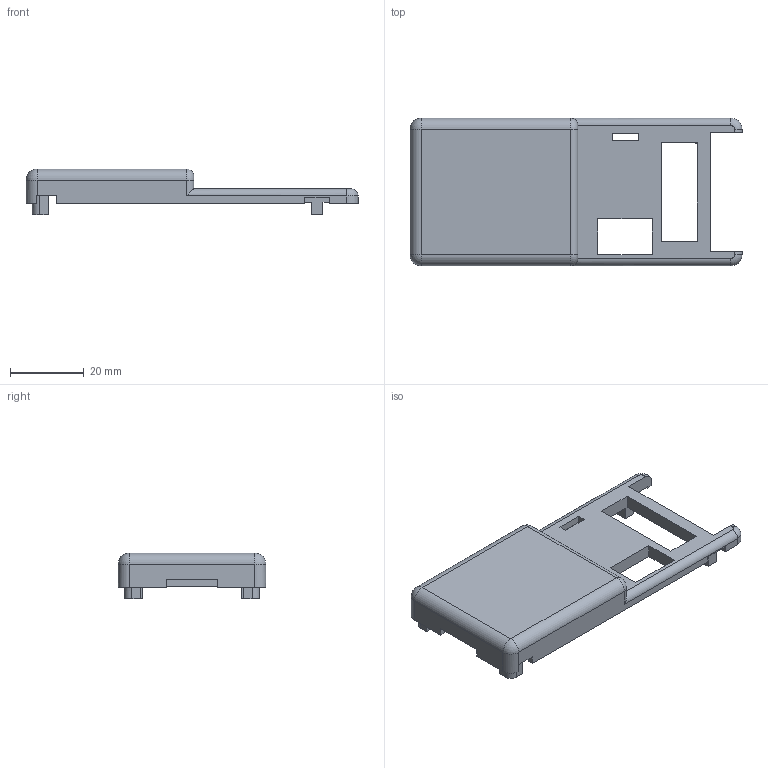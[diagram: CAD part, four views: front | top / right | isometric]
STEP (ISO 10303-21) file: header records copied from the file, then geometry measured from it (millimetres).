
FILE_DESCRIPTION(/* description */ ('STEP AP214'),/* implementation_level */ '2;1');
FILE_NAME(/* name */ '609bd818a5455f0f26338b04',/* time_stamp */ '2021-05-12T13:28:57+00:00',/* author */ (''),/* organization */ (''),/* preprocessor_version */ 'ST-DEVELOPER v18.1',/* originating_system */ ' ',/* authorisation */ ' ');
FILE_SCHEMA (('AUTOMOTIVE_DESIGN {1 0 10303 214 3 1 1}'));
Length unit declared in the file: metre
Products named in the file (1): Part 1
Bounding box: 90 x 40 x 12.45 mm (x, y, z)
Volume: 8471.6 mm3; surface area: 9325.1 mm2
Topology: 1 solids, 1 shells, 117 faces, 321 edges, 208 vertices
Faces by surface type: plane 86, cylinder 25, torus 4, sphere 2
Full cylindrical faces by diameter (mm): 1.8 x4
Entity records: 3681 total; most frequent: CARTESIAN_POINT 653, ORIENTED_EDGE 630, DIRECTION 601, EDGE_CURVE 315, LINE 257, VECTOR 257, VERTEX_POINT 208, AXIS2_PLACEMENT_3D 172
